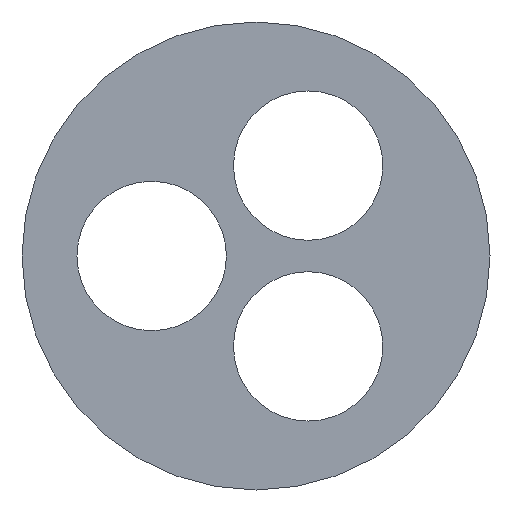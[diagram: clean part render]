
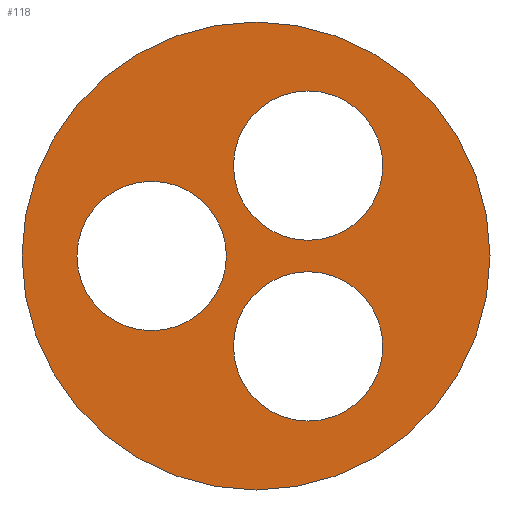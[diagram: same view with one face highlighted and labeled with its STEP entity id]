
A CAD part, left-side view. The second image highlights one B-rep face of the part: STEP entity #118.
In plain terms, the highlighted planar face has unit normal (-1, 0, 0).
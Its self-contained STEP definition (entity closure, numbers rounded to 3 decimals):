
#118 = ADVANCED_FACE( '', ( #239, #240, #241, #242 ), #243, .F. );
#239 = FACE_BOUND( '', #354, .T. );
#240 = FACE_BOUND( '', #355, .T. );
#241 = FACE_BOUND( '', #356, .T. );
#242 = FACE_OUTER_BOUND( '', #357, .T. );
#243 = PLANE( '', #358 );
#354 = EDGE_LOOP( '', ( #641 ) );
#355 = EDGE_LOOP( '', ( #642 ) );
#356 = EDGE_LOOP( '', ( #643 ) );
#357 = EDGE_LOOP( '', ( #644 ) );
#358 = AXIS2_PLACEMENT_3D( '', #645, #646, #647 );
#641 = ORIENTED_EDGE( '', *, *, #732, .T. );
#642 = ORIENTED_EDGE( '', *, *, #665, .T. );
#643 = ORIENTED_EDGE( '', *, *, #718, .T. );
#644 = ORIENTED_EDGE( '', *, *, #678, .F. );
#645 = CARTESIAN_POINT( '', ( 0., 0., 0. ) );
#646 = DIRECTION( '', ( 1., 0., 0. ) );
#647 = DIRECTION( '', ( 0., 0., -1. ) );
#665 = EDGE_CURVE( '', #790, #790, #791, .T. );
#678 = EDGE_CURVE( '', #813, #813, #814, .T. );
#718 = EDGE_CURVE( '', #875, #875, #876, .T. );
#732 = EDGE_CURVE( '', #895, #895, #896, .T. );
#790 = VERTEX_POINT( '', #966 );
#791 = CIRCLE( '', #967, 2.65 );
#813 = VERTEX_POINT( '', #995 );
#814 = CIRCLE( '', #996, 8.3 );
#875 = VERTEX_POINT( '', #1077 );
#876 = CIRCLE( '', #1078, 2.65 );
#895 = VERTEX_POINT( '', #1103 );
#896 = CIRCLE( '', #1104, 2.65 );
#966 = CARTESIAN_POINT( '', ( 0., 3.7, -2.65 ) );
#967 = AXIS2_PLACEMENT_3D( '', #1171, #1172, #1173 );
#995 = CARTESIAN_POINT( '', ( 0., 0., -8.3 ) );
#996 = AXIS2_PLACEMENT_3D( '', #1189, #1190, #1191 );
#1077 = CARTESIAN_POINT( '', ( 0., -1.85, -5.854 ) );
#1078 = AXIS2_PLACEMENT_3D( '', #1239, #1240, #1241 );
#1103 = CARTESIAN_POINT( '', ( 0., -1.85, 0.554 ) );
#1104 = AXIS2_PLACEMENT_3D( '', #1257, #1258, #1259 );
#1171 = CARTESIAN_POINT( '', ( 0., 3.7, 0. ) );
#1172 = DIRECTION( '', ( 1., 0., 0. ) );
#1173 = DIRECTION( '', ( 0., 0., -1. ) );
#1189 = CARTESIAN_POINT( '', ( 0., 0., 0. ) );
#1190 = DIRECTION( '', ( 1., 0., 0. ) );
#1191 = DIRECTION( '', ( 0., 0., -1. ) );
#1239 = CARTESIAN_POINT( '', ( 0., -1.85, -3.204 ) );
#1240 = DIRECTION( '', ( 1., 0., 0. ) );
#1241 = DIRECTION( '', ( 0., 0., -1. ) );
#1257 = CARTESIAN_POINT( '', ( 0., -1.85, 3.204 ) );
#1258 = DIRECTION( '', ( 1., 0., 0. ) );
#1259 = DIRECTION( '', ( 0., 0., -1. ) );
